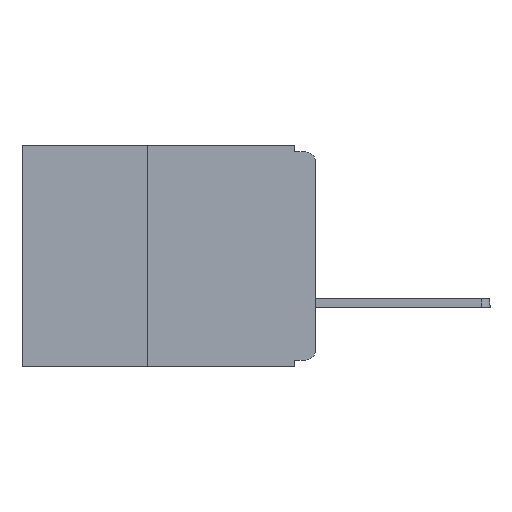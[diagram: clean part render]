
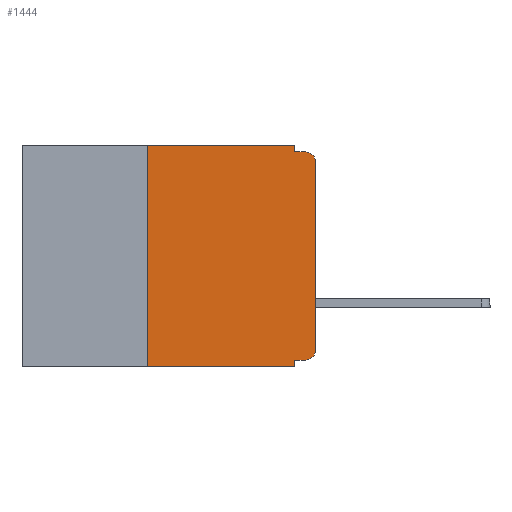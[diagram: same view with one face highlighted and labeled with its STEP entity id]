
A CAD part, left-side view. The second image highlights one B-rep face of the part: STEP entity #1444.
In plain terms, the highlighted planar face has unit normal (-1, 0, 0).
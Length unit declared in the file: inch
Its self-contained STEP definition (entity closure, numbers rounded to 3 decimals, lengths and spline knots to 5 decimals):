
#212 = CARTESIAN_POINT ( 'NONE',  ( 0., 0., -0.305 ) ) ;
#1342 = CARTESIAN_POINT ( 'NONE',  ( 0., 0.015, -0.32 ) ) ;
#1444 = ADVANCED_FACE ( 'NONE', ( #4706 ), #8853, .F. ) ;
#1448 = EDGE_CURVE ( 'NONE', #16440, #14992, #3597, .T. ) ;
#1510 = CIRCLE ( 'NONE', #13651, 0.015 ) ;
#1637 = DIRECTION ( 'NONE',  ( 0., -1., 0. ) ) ;
#2598 = CARTESIAN_POINT ( 'NONE',  ( 0., 0.437, -0.33 ) ) ;
#3194 = DIRECTION ( 'NONE',  ( 0., 0., -1. ) ) ;
#3211 = CIRCLE ( 'NONE', #4441, 0.015 ) ;
#3226 = CARTESIAN_POINT ( 'NONE',  ( 0., 0.031, 0. ) ) ;
#3555 = CARTESIAN_POINT ( 'NONE',  ( 0., 0.031, -0.33 ) ) ;
#3597 = LINE ( 'NONE', #18132, #3696 ) ;
#3696 = VECTOR ( 'NONE', #4233, 39.37008 ) ;
#3763 = CARTESIAN_POINT ( 'NONE',  ( 0., 0.031, 0. ) ) ;
#3895 = EDGE_CURVE ( 'NONE', #4039, #16440, #7874, .T. ) ;
#3943 = DIRECTION ( 'NONE',  ( 1., 0., 0. ) ) ;
#4039 = VERTEX_POINT ( 'NONE', #1342 ) ;
#4072 = CARTESIAN_POINT ( 'NONE',  ( 0., 0.25, -0.33 ) ) ;
#4076 = VERTEX_POINT ( 'NONE', #11935 ) ;
#4127 = VERTEX_POINT ( 'NONE', #3226 ) ;
#4233 = DIRECTION ( 'NONE',  ( 0., 0., -1. ) ) ;
#4309 = LINE ( 'NONE', #3763, #4378 ) ;
#4378 = VECTOR ( 'NONE', #3194, 39.37008 ) ;
#4441 = AXIS2_PLACEMENT_3D ( 'NONE', #16310, #4865, #4646 ) ;
#4646 = DIRECTION ( 'NONE',  ( 0., 0., -1. ) ) ;
#4706 = FACE_OUTER_BOUND ( 'NONE', #8207, .T. ) ;
#4865 = DIRECTION ( 'NONE',  ( -1., 0., 0. ) ) ;
#5174 = DIRECTION ( 'NONE',  ( 0., -1., 0. ) ) ;
#5179 = DIRECTION ( 'NONE',  ( 0., 0., 1. ) ) ;
#5182 = CARTESIAN_POINT ( 'NONE',  ( 0., 0.031, -0.01 ) ) ;
#5317 = VECTOR ( 'NONE', #10621, 39.37008 ) ;
#5477 = DIRECTION ( 'NONE',  ( -1., 0., 0. ) ) ;
#5543 = VECTOR ( 'NONE', #12833, 39.37008 ) ;
#5550 = CARTESIAN_POINT ( 'NONE',  ( 0., 0.015, -0.305 ) ) ;
#5564 = DIRECTION ( 'NONE',  ( 0., 0., -1. ) ) ;
#5585 = LINE ( 'NONE', #13257, #5543 ) ;
#5870 = VERTEX_POINT ( 'NONE', #10948 ) ;
#5895 = CARTESIAN_POINT ( 'NONE',  ( 0., 0., -0.01 ) ) ;
#7024 = VERTEX_POINT ( 'NONE', #13483 ) ;
#7104 = CARTESIAN_POINT ( 'NONE',  ( 0., 0.437, 0. ) ) ;
#7110 = EDGE_CURVE ( 'NONE', #4127, #13628, #4309, .T. ) ;
#7165 = VECTOR ( 'NONE', #5174, 39.37008 ) ;
#7214 = LINE ( 'NONE', #5895, #7165 ) ;
#7874 = LINE ( 'NONE', #10168, #5317 ) ;
#8165 = ORIENTED_EDGE ( 'NONE', *, *, #11408, .T. ) ;
#8207 = EDGE_LOOP ( 'NONE', ( #8165, #8229, #8286, #8376, #8441, #8464, #8865, #9390, #9531, #9574 ) ) ;
#8229 = ORIENTED_EDGE ( 'NONE', *, *, #11767, .T. ) ;
#8286 = ORIENTED_EDGE ( 'NONE', *, *, #14712, .F. ) ;
#8376 = ORIENTED_EDGE ( 'NONE', *, *, #7110, .F. ) ;
#8441 = ORIENTED_EDGE ( 'NONE', *, *, #10716, .F. ) ;
#8464 = ORIENTED_EDGE ( 'NONE', *, *, #14003, .F. ) ;
#8588 = CARTESIAN_POINT ( 'NONE',  ( 0., 0., -0.025 ) ) ;
#8781 = VECTOR ( 'NONE', #14735, 39.37008 ) ;
#8853 = PLANE ( 'NONE',  #16294 ) ;
#8865 = ORIENTED_EDGE ( 'NONE', *, *, #9477, .T. ) ;
#8976 = LINE ( 'NONE', #14464, #8781 ) ;
#9390 = ORIENTED_EDGE ( 'NONE', *, *, #1448, .F. ) ;
#9477 = EDGE_CURVE ( 'NONE', #5870, #14992, #13853, .T. ) ;
#9531 = ORIENTED_EDGE ( 'NONE', *, *, #3895, .F. ) ;
#9574 = ORIENTED_EDGE ( 'NONE', *, *, #15715, .T. ) ;
#10168 = CARTESIAN_POINT ( 'NONE',  ( 0., 0., -0.32 ) ) ;
#10621 = DIRECTION ( 'NONE',  ( 0., 1., 0. ) ) ;
#10633 = LINE ( 'NONE', #4072, #10663 ) ;
#10663 = VECTOR ( 'NONE', #5179, 39.37008 ) ;
#10716 = EDGE_CURVE ( 'NONE', #4076, #4127, #8976, .T. ) ;
#10948 = CARTESIAN_POINT ( 'NONE',  ( 0., 0.25, -0.33 ) ) ;
#11237 = CARTESIAN_POINT ( 'NONE',  ( 0., 0.031, -0.32 ) ) ;
#11408 = EDGE_CURVE ( 'NONE', #14859, #11718, #5585, .T. ) ;
#11718 = VERTEX_POINT ( 'NONE', #8588 ) ;
#11767 = EDGE_CURVE ( 'NONE', #11718, #7024, #3211, .T. ) ;
#11935 = CARTESIAN_POINT ( 'NONE',  ( 0., 0.25, 0. ) ) ;
#12833 = DIRECTION ( 'NONE',  ( 0., 0., 1. ) ) ;
#13257 = CARTESIAN_POINT ( 'NONE',  ( 0., 0., 0. ) ) ;
#13483 = CARTESIAN_POINT ( 'NONE',  ( 0., 0.015, -0.01 ) ) ;
#13628 = VERTEX_POINT ( 'NONE', #5182 ) ;
#13651 = AXIS2_PLACEMENT_3D ( 'NONE', #5550, #5477, #5564 ) ;
#13850 = VECTOR ( 'NONE', #1637, 39.37008 ) ;
#13853 = LINE ( 'NONE', #2598, #13850 ) ;
#14003 = EDGE_CURVE ( 'NONE', #5870, #4076, #10633, .T. ) ;
#14464 = CARTESIAN_POINT ( 'NONE',  ( 0., 0.437, 0. ) ) ;
#14712 = EDGE_CURVE ( 'NONE', #13628, #7024, #7214, .T. ) ;
#14735 = DIRECTION ( 'NONE',  ( 0., -1., 0. ) ) ;
#14859 = VERTEX_POINT ( 'NONE', #212 ) ;
#14992 = VERTEX_POINT ( 'NONE', #3555 ) ;
#15715 = EDGE_CURVE ( 'NONE', #4039, #14859, #1510, .T. ) ;
#16294 = AXIS2_PLACEMENT_3D ( 'NONE', #7104, #3943, #17079 ) ;
#16310 = CARTESIAN_POINT ( 'NONE',  ( 0., 0.015, -0.025 ) ) ;
#16440 = VERTEX_POINT ( 'NONE', #11237 ) ;
#17079 = DIRECTION ( 'NONE',  ( 0., 0., -1. ) ) ;
#18132 = CARTESIAN_POINT ( 'NONE',  ( 0., 0.031, -0.33 ) ) ;
